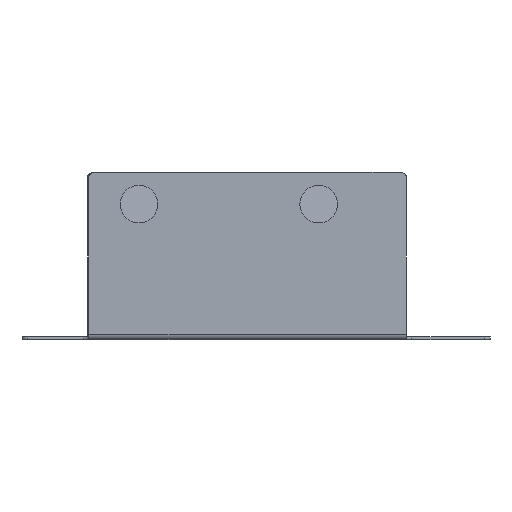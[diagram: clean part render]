
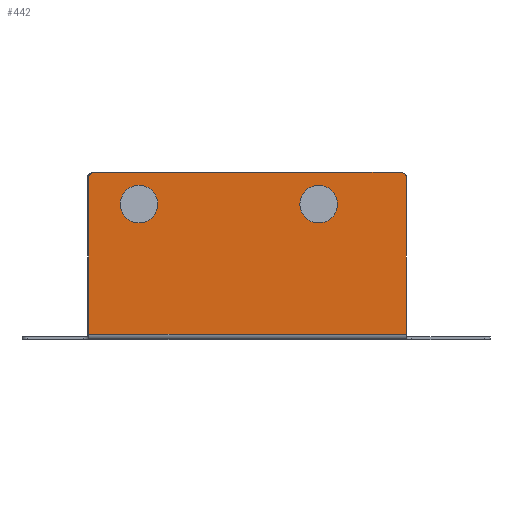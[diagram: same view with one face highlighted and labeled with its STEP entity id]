
A CAD part, left-side view. The second image highlights one B-rep face of the part: STEP entity #442.
In plain terms, the highlighted planar face has unit normal (-1, 0, 0).
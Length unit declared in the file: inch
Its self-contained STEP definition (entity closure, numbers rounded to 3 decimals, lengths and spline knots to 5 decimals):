
#8 = FACE_OUTER_BOUND ( 'NONE', #1764, .T. ) ;
#27 = CARTESIAN_POINT ( 'NONE',  ( -0.16, 0.16, 4.76 ) ) ;
#50 = EDGE_CURVE ( 'NONE', #947, #932, #1197, .T. ) ;
#62 = DIRECTION ( 'NONE',  ( 0., 0., 1. ) ) ;
#92 = CIRCLE ( 'NONE', #524, 0.5625 ) ;
#102 = DIRECTION ( 'NONE',  ( 0., -1., 0. ) ) ;
#103 = EDGE_LOOP ( 'NONE', ( #806, #1903 ) ) ;
#106 = CARTESIAN_POINT ( 'NONE',  ( -0.16, 2.625, 4.5325 ) ) ;
#107 = EDGE_CURVE ( 'NONE', #947, #918, #1876, .T. ) ;
#109 = VERTEX_POINT ( 'NONE', #763 ) ;
#124 = CARTESIAN_POINT ( 'NONE',  ( -0.16, 0., 4.92 ) ) ;
#153 = FACE_BOUND ( 'NONE', #1437, .T. ) ;
#178 = CARTESIAN_POINT ( 'NONE',  ( -0.16, 0., 4.76 ) ) ;
#185 = VECTOR ( 'NONE', #575, 39.37008 ) ;
#191 = CARTESIAN_POINT ( 'NONE',  ( -0.16, 0.16, 4.92 ) ) ;
#192 = VECTOR ( 'NONE', #1377, 39.37008 ) ;
#259 = CARTESIAN_POINT ( 'NONE',  ( -0.16, 0., 0. ) ) ;
#270 = EDGE_CURVE ( 'NONE', #1318, #311, #1110, .T. ) ;
#291 = CARTESIAN_POINT ( 'NONE',  ( -0.16, 8., 3.97 ) ) ;
#311 = VERTEX_POINT ( 'NONE', #106 ) ;
#421 = LINE ( 'NONE', #1009, #1141 ) ;
#442 = ADVANCED_FACE ( 'NONE', ( #153, #746, #8 ), #1186, .T. ) ;
#458 = ORIENTED_EDGE ( 'NONE', *, *, #1290, .F. ) ;
#478 = DIRECTION ( 'NONE',  ( 0., 0., 1. ) ) ;
#524 = AXIS2_PLACEMENT_3D ( 'NONE', #796, #667, #62 ) ;
#549 = AXIS2_PLACEMENT_3D ( 'NONE', #27, #1793, #930 ) ;
#575 = DIRECTION ( 'NONE',  ( 0., -1., 0. ) ) ;
#580 = AXIS2_PLACEMENT_3D ( 'NONE', #291, #1794, #478 ) ;
#584 = VERTEX_POINT ( 'NONE', #1643 ) ;
#625 = AXIS2_PLACEMENT_3D ( 'NONE', #1000, #731, #841 ) ;
#627 = DIRECTION ( 'NONE',  ( 0., 0., 1. ) ) ;
#667 = DIRECTION ( 'NONE',  ( -1., 0., 0. ) ) ;
#708 = DIRECTION ( 'NONE',  ( 0., 0., 1. ) ) ;
#722 = CARTESIAN_POINT ( 'NONE',  ( -0.16, 9.5, 0.08 ) ) ;
#723 = ORIENTED_EDGE ( 'NONE', *, *, #1557, .F. ) ;
#731 = DIRECTION ( 'NONE',  ( -1., 0., 0. ) ) ;
#746 = FACE_BOUND ( 'NONE', #103, .T. ) ;
#763 = CARTESIAN_POINT ( 'NONE',  ( -0.16, 9.34, 4.92 ) ) ;
#784 = EDGE_CURVE ( 'NONE', #109, #918, #1440, .T. ) ;
#796 = CARTESIAN_POINT ( 'NONE',  ( -0.16, 2.625, 3.97 ) ) ;
#806 = ORIENTED_EDGE ( 'NONE', *, *, #1116, .F. ) ;
#812 = DIRECTION ( 'NONE',  ( 0., 0., 1. ) ) ;
#841 = DIRECTION ( 'NONE',  ( 0., 0., 1. ) ) ;
#846 = DIRECTION ( 'NONE',  ( -1., 0., 0. ) ) ;
#863 = ORIENTED_EDGE ( 'NONE', *, *, #784, .F. ) ;
#893 = AXIS2_PLACEMENT_3D ( 'NONE', #903, #1080, #627 ) ;
#903 = CARTESIAN_POINT ( 'NONE',  ( -0.16, 9.34, 4.76 ) ) ;
#918 = VERTEX_POINT ( 'NONE', #191 ) ;
#927 = EDGE_CURVE ( 'NONE', #109, #584, #1049, .T. ) ;
#930 = DIRECTION ( 'NONE',  ( 0., 0., 1. ) ) ;
#932 = VERTEX_POINT ( 'NONE', #1214 ) ;
#946 = CARTESIAN_POINT ( 'NONE',  ( -0.16, 8., 3.4075 ) ) ;
#947 = VERTEX_POINT ( 'NONE', #178 ) ;
#949 = CARTESIAN_POINT ( 'NONE',  ( -0.16, 0., 0. ) ) ;
#1000 = CARTESIAN_POINT ( 'NONE',  ( -0.16, 8., 3.97 ) ) ;
#1009 = CARTESIAN_POINT ( 'NONE',  ( -0.16, 0., 0.08 ) ) ;
#1049 = CIRCLE ( 'NONE', #893, 0.16 ) ;
#1080 = DIRECTION ( 'NONE',  ( -1., 0., 0. ) ) ;
#1107 = VERTEX_POINT ( 'NONE', #946 ) ;
#1110 = CIRCLE ( 'NONE', #1379, 0.5625 ) ;
#1116 = EDGE_CURVE ( 'NONE', #311, #1318, #92, .T. ) ;
#1141 = VECTOR ( 'NONE', #102, 39.37008 ) ;
#1186 = PLANE ( 'NONE',  #1535 ) ;
#1197 = LINE ( 'NONE', #949, #1698 ) ;
#1214 = CARTESIAN_POINT ( 'NONE',  ( -0.16, 0., 0.08 ) ) ;
#1236 = EDGE_CURVE ( 'NONE', #1647, #932, #421, .T. ) ;
#1266 = CARTESIAN_POINT ( 'NONE',  ( -0.16, 2.625, 3.97 ) ) ;
#1280 = ORIENTED_EDGE ( 'NONE', *, *, #107, .T. ) ;
#1287 = CARTESIAN_POINT ( 'NONE',  ( -0.16, 8., 4.5325 ) ) ;
#1290 = EDGE_CURVE ( 'NONE', #1107, #1311, #1641, .T. ) ;
#1311 = VERTEX_POINT ( 'NONE', #1287 ) ;
#1318 = VERTEX_POINT ( 'NONE', #1884 ) ;
#1342 = ORIENTED_EDGE ( 'NONE', *, *, #1236, .T. ) ;
#1377 = DIRECTION ( 'NONE',  ( 0., 0., 1. ) ) ;
#1379 = AXIS2_PLACEMENT_3D ( 'NONE', #1266, #1415, #812 ) ;
#1406 = LINE ( 'NONE', #1692, #192 ) ;
#1415 = DIRECTION ( 'NONE',  ( -1., 0., 0. ) ) ;
#1422 = ORIENTED_EDGE ( 'NONE', *, *, #927, .T. ) ;
#1437 = EDGE_LOOP ( 'NONE', ( #1642, #458 ) ) ;
#1440 = LINE ( 'NONE', #124, #185 ) ;
#1531 = DIRECTION ( 'NONE',  ( 0., 0., -1. ) ) ;
#1535 = AXIS2_PLACEMENT_3D ( 'NONE', #259, #846, #708 ) ;
#1551 = ORIENTED_EDGE ( 'NONE', *, *, #50, .F. ) ;
#1557 = EDGE_CURVE ( 'NONE', #1647, #584, #1406, .T. ) ;
#1641 = CIRCLE ( 'NONE', #625, 0.5625 ) ;
#1642 = ORIENTED_EDGE ( 'NONE', *, *, #1890, .F. ) ;
#1643 = CARTESIAN_POINT ( 'NONE',  ( -0.16, 9.5, 4.76 ) ) ;
#1647 = VERTEX_POINT ( 'NONE', #722 ) ;
#1692 = CARTESIAN_POINT ( 'NONE',  ( -0.16, 9.5, 4.92 ) ) ;
#1698 = VECTOR ( 'NONE', #1531, 39.37008 ) ;
#1747 = CIRCLE ( 'NONE', #580, 0.5625 ) ;
#1764 = EDGE_LOOP ( 'NONE', ( #863, #1422, #723, #1342, #1551, #1280 ) ) ;
#1793 = DIRECTION ( 'NONE',  ( -1., 0., 0. ) ) ;
#1794 = DIRECTION ( 'NONE',  ( -1., 0., 0. ) ) ;
#1876 = CIRCLE ( 'NONE', #549, 0.16 ) ;
#1884 = CARTESIAN_POINT ( 'NONE',  ( -0.16, 2.625, 3.4075 ) ) ;
#1890 = EDGE_CURVE ( 'NONE', #1311, #1107, #1747, .T. ) ;
#1903 = ORIENTED_EDGE ( 'NONE', *, *, #270, .F. ) ;
